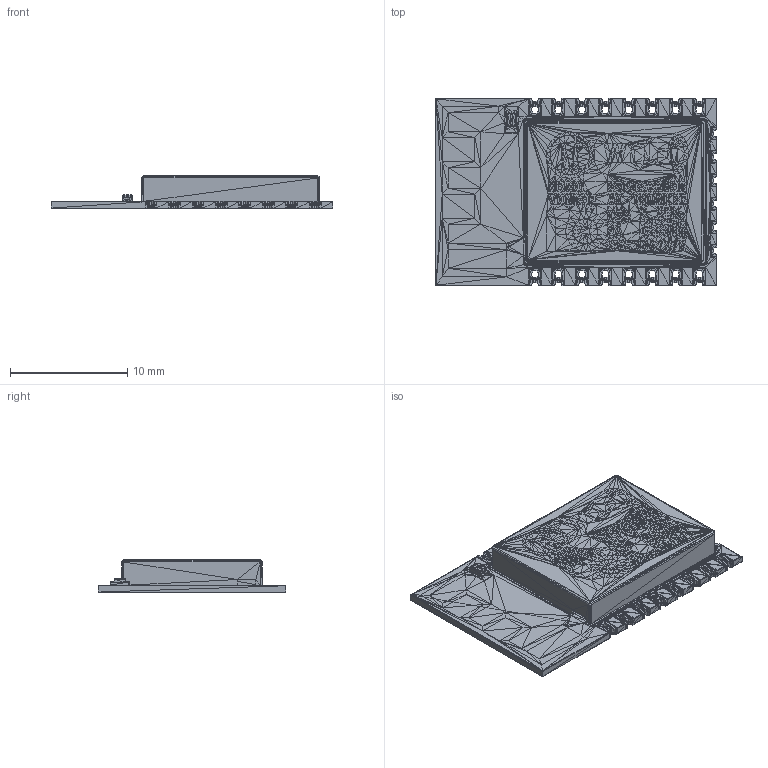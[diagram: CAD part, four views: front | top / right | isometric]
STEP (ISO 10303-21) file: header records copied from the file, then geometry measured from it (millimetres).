
FILE_DESCRIPTION((' '),'2;1');
FILE_NAME( 'EFE6058E10FFB555B51A826863C78AB1D74CFF1E4040D9FA655E64759E343735.stp', '2017-09-13T19:46:23', (' '), ('--- Datakit www.datakit.com---'), ' Datakit CrossCadWare V133 Nov 20 2013', ' user ', ' ');
FILE_SCHEMA(('AP203_CONFIGURATION_CONTROLLED_3D_DESIGN_OF_MECHANICAL_PARTS_AND_ASSEMBLIES_MIM_LF { 1 0 10303 403 2 1 2}'));
Length unit declared in the file: millimetre
Products named in the file (7): case; print; contact; mask; top; text; Document
Assembly tree (6 placements, depth 2):
  Document
    case
    print
    contact
    mask
    top
    text
Bounding box: 24 x 16 x 2.8 mm (x, y, z)
Surface area: 2123.8 mm2 (no closed solid volume)
Topology: 0 solids, 6268 shells, 6268 faces, 18804 edges, 18804 vertices
Faces by surface type: plane 6268
Entity records: 69171 total; most frequent: CARTESIAN_POINT 25085, DIRECTION 12562, AXIS2_PLACEMENT_3D 6281, POLY_LOOP 6268, FACE_OUTER_BOUND 6268, PLANE 6268, FACE_SURFACE 6268, PRODUCT_DEFINITION_SHAPE 13
